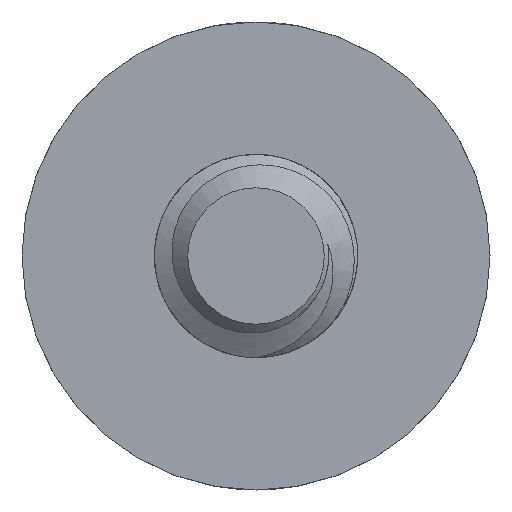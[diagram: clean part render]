
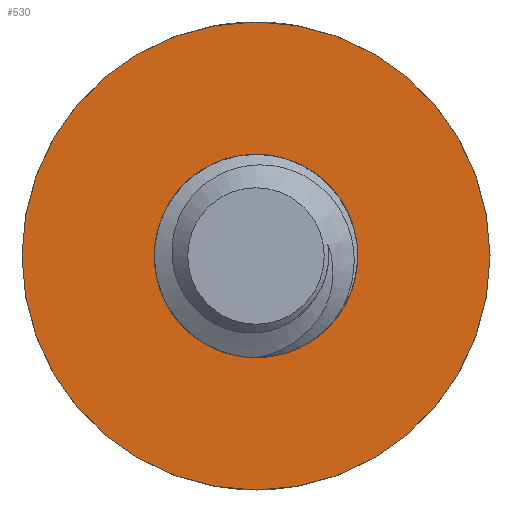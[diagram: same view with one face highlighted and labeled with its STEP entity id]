
A CAD part, left-side view. The second image highlights one B-rep face of the part: STEP entity #530.
In plain terms, the highlighted planar face has unit normal (-1, 0, 0).
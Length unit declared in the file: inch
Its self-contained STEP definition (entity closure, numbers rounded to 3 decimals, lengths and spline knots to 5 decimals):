
#116=FACE_BOUND('',#201,.T.);
#119=CIRCLE('',#573,0.21875);
#120=CIRCLE('',#574,0.095);
#137=PLANE('',#572);
#165=FACE_OUTER_BOUND('',#200,.T.);
#200=EDGE_LOOP('',(#377));
#201=EDGE_LOOP('',(#378,#379,#380,#381));
#237=B_SPLINE_CURVE_WITH_KNOTS('',3,(#1791,#1792,#1793,#1794,#1795,#1796,
#1797,#1798,#1799,#1800,#1801,#1802,#1803,#1804,#1805,#1806,#1807,#1808),
 .UNSPECIFIED.,.F.,.F.,(4,2,2,2,2,2,2,2,4),(-0.60352,-0.54194,
-0.48088,-0.37036,-0.2522,-0.16689,
-0.0923,-0.04759,0.),
 .UNSPECIFIED.);
#242=B_SPLINE_CURVE_WITH_KNOTS('',3,(#2708,#2709,#2710,#2711,#2712,#2713,
#2714,#2715,#2716,#2717,#2718,#2719,#2720,#2721,#2722,#2723,#2724,#2725),
 .UNSPECIFIED.,.F.,.F.,(4,2,2,2,2,2,2,2,4),(0.,0.03966,
0.07901,0.14309,0.20484,0.24924,
0.2896,0.31571,0.34374),.UNSPECIFIED.);
#243=B_SPLINE_CURVE_WITH_KNOTS('',3,(#2726,#2727,#2728,#2729,#2730,#2731),
 .UNSPECIFIED.,.F.,.F.,(4,2,4),(0.,0.0819,
0.1638),.UNSPECIFIED.);
#248=VERTEX_POINT('',#1789);
#249=VERTEX_POINT('',#1790);
#253=VERTEX_POINT('',#2703);
#254=VERTEX_POINT('',#2705);
#255=VERTEX_POINT('',#2707);
#295=EDGE_CURVE('',#248,#249,#237,.T.);
#300=EDGE_CURVE('',#253,#253,#119,.T.);
#301=EDGE_CURVE('',#254,#249,#120,.T.);
#302=EDGE_CURVE('',#255,#254,#242,.T.);
#303=EDGE_CURVE('',#248,#255,#243,.T.);
#377=ORIENTED_EDGE('',*,*,#300,.F.);
#378=ORIENTED_EDGE('',*,*,#301,.F.);
#379=ORIENTED_EDGE('',*,*,#302,.F.);
#380=ORIENTED_EDGE('',*,*,#303,.F.);
#381=ORIENTED_EDGE('',*,*,#295,.T.);
#530=ADVANCED_FACE('',(#165,#116),#137,.F.);
#572=AXIS2_PLACEMENT_3D('',#2702,#624,#625);
#573=AXIS2_PLACEMENT_3D('',#2704,#626,#627);
#574=AXIS2_PLACEMENT_3D('',#2706,#628,#629);
#624=DIRECTION('center_axis',(1.,0.,0.));
#625=DIRECTION('ref_axis',(0.,0.,-1.));
#626=DIRECTION('center_axis',(1.,0.,0.));
#627=DIRECTION('ref_axis',(0.,0.,-1.));
#628=DIRECTION('center_axis',(-1.,0.,0.));
#629=DIRECTION('ref_axis',(0.,-1.,0.));
#1789=CARTESIAN_POINT('',(0.3125,0.06794,0.));
#1790=CARTESIAN_POINT('',(0.3125,-0.06718,0.06718));
#1791=CARTESIAN_POINT('Ctrl Pts',(0.3125,0.06794,0.));
#1792=CARTESIAN_POINT('Ctrl Pts',(0.3125,0.0688,0.00527));
#1793=CARTESIAN_POINT('Ctrl Pts',(0.3125,0.06903,0.01062));
#1794=CARTESIAN_POINT('Ctrl Pts',(0.3125,0.06835,0.02117));
#1795=CARTESIAN_POINT('Ctrl Pts',(0.3125,0.06743,0.02644));
#1796=CARTESIAN_POINT('Ctrl Pts',(0.3125,0.06318,0.04082));
#1797=CARTESIAN_POINT('Ctrl Pts',(0.3125,0.05863,0.0493));
#1798=CARTESIAN_POINT('Ctrl Pts',(0.3125,0.04607,0.06482));
#1799=CARTESIAN_POINT('Ctrl Pts',(0.3125,0.03795,
0.07159));
#1800=CARTESIAN_POINT('Ctrl Pts',(0.3125,0.02234,
0.08019));
#1801=CARTESIAN_POINT('Ctrl Pts',(0.3125,0.01217,0.08468));
#1802=CARTESIAN_POINT('Ctrl Pts',(0.3125,-0.01405,
0.08752));
#1803=CARTESIAN_POINT('Ctrl Pts',(0.3125,-0.02547,0.08611));
#1804=CARTESIAN_POINT('Ctrl Pts',(0.3125,-0.04058,0.08197));
#1805=CARTESIAN_POINT('Ctrl Pts',(0.3125,-0.0461,0.07985));
#1806=CARTESIAN_POINT('Ctrl Pts',(0.3125,-0.05695,0.07443));
#1807=CARTESIAN_POINT('Ctrl Pts',(0.3125,-0.06228,0.07106));
#1808=CARTESIAN_POINT('Ctrl Pts',(0.3125,-0.06718,0.06718));
#2702=CARTESIAN_POINT('Origin',(0.3125,0.,0.));
#2703=CARTESIAN_POINT('',(0.3125,0.,0.21875));
#2704=CARTESIAN_POINT('Origin',(0.3125,0.,0.));
#2705=CARTESIAN_POINT('',(0.3125,-0.095,0.));
#2706=CARTESIAN_POINT('Origin',(0.3125,0.,0.));
#2707=CARTESIAN_POINT('',(0.3125,0.04804,-0.04804));
#2708=CARTESIAN_POINT('Ctrl Pts',(0.3125,0.04804,-0.04804));
#2709=CARTESIAN_POINT('Ctrl Pts',(0.3125,0.04498,-0.05225));
#2710=CARTESIAN_POINT('Ctrl Pts',(0.3125,0.04144,-0.05615));
#2711=CARTESIAN_POINT('Ctrl Pts',(0.3125,0.03368,-0.06304));
#2712=CARTESIAN_POINT('Ctrl Pts',(0.3125,0.02943,-0.06608));
#2713=CARTESIAN_POINT('Ctrl Pts',(0.3125,0.01739,-0.07277));
#2714=CARTESIAN_POINT('Ctrl Pts',(0.3125,0.00837,-0.07603));
#2715=CARTESIAN_POINT('Ctrl Pts',(0.3125,-0.01253,-0.07843));
#2716=CARTESIAN_POINT('Ctrl Pts',(0.3125,-0.02307,-0.07755));
#2717=CARTESIAN_POINT('Ctrl Pts',(0.3125,-0.04013,-0.07279));
#2718=CARTESIAN_POINT('Ctrl Pts',(0.3125,-0.05055,
-0.06889));
#2719=CARTESIAN_POINT('Ctrl Pts',(0.3125,-0.07163,
-0.05225));
#2720=CARTESIAN_POINT('Ctrl Pts',(0.3125,-0.07868,-0.04307));
#2721=CARTESIAN_POINT('Ctrl Pts',(0.3125,-0.08638,-0.02987));
#2722=CARTESIAN_POINT('Ctrl Pts',(0.3125,-0.08889,-0.02435));
#2723=CARTESIAN_POINT('Ctrl Pts',(0.3125,-0.09287,-0.01261));
#2724=CARTESIAN_POINT('Ctrl Pts',(0.3125,-0.09425,-0.00636));
#2725=CARTESIAN_POINT('Ctrl Pts',(0.3125,-0.095,0.));
#2726=CARTESIAN_POINT('Ctrl Pts',(0.3125,0.06794,0.));
#2727=CARTESIAN_POINT('Ctrl Pts',(0.3125,0.06794,-0.01075));
#2728=CARTESIAN_POINT('Ctrl Pts',(0.3125,0.06542,-0.01958));
#2729=CARTESIAN_POINT('Ctrl Pts',(0.3125,0.06011,-0.03242));
#2730=CARTESIAN_POINT('Ctrl Pts',(0.3125,0.05564,-0.04044));
#2731=CARTESIAN_POINT('Ctrl Pts',(0.3125,0.04804,-0.04804));
